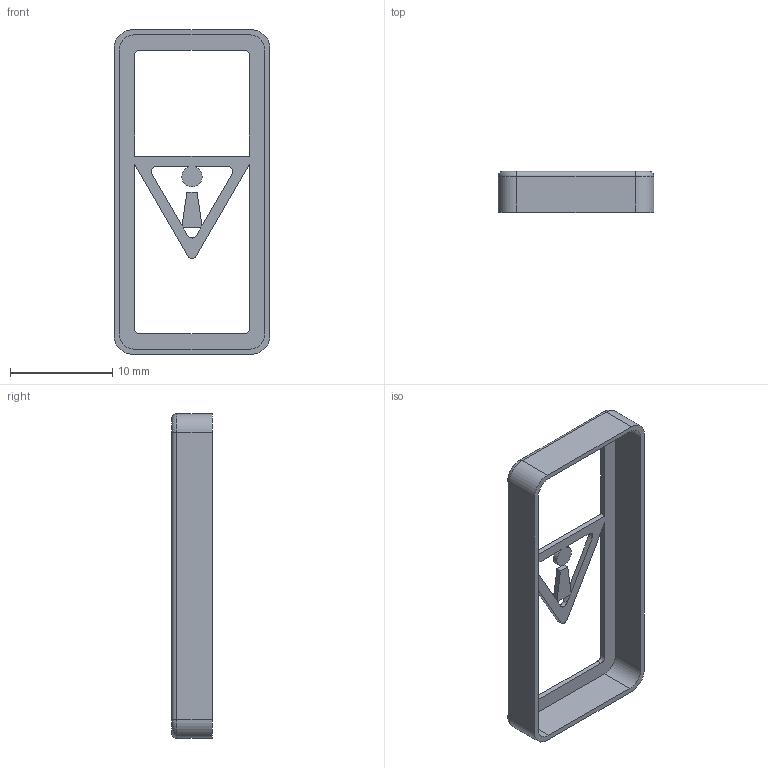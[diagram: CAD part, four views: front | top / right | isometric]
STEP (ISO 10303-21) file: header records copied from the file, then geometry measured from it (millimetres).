
FILE_DESCRIPTION(/* description */ (''),/* implementation_level */ '2;1');
FILE_NAME(/* name */ 'OBS Secret nanoKEY2 Stencil v3.step',/* time_stamp */ '2024-01-30T23:36:26-06:00',/* author */ (''),/* organization */ (''),/* preprocessor_version */ 'ST-DEVELOPER v20',/* originating_system */ 'Autodesk Translation Framework v12.20.1.177',/* authorisation */ '');
FILE_SCHEMA (('AUTOMOTIVE_DESIGN { 1 0 10303 214 3 1 1 }'));
Length unit declared in the file: millimetre
Products named in the file (1): OBS Secret nanoKEY2 Stencil
Bounding box: 15.2 x 4 x 31.7 mm (x, y, z)
Volume: 257.1 mm3; surface area: 1228.9 mm2
Topology: 2 solids, 2 shells, 58 faces, 162 edges, 108 vertices
Faces by surface type: plane 33, cylinder 21, torus 4
Entity records: 1935 total; most frequent: DIRECTION 330, CARTESIAN_POINT 329, ORIENTED_EDGE 324, EDGE_CURVE 162, LINE 112, VECTOR 112, AXIS2_PLACEMENT_3D 109, VERTEX_POINT 108
